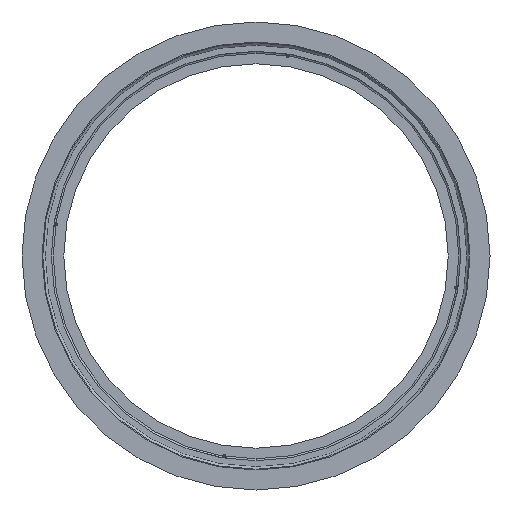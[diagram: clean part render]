
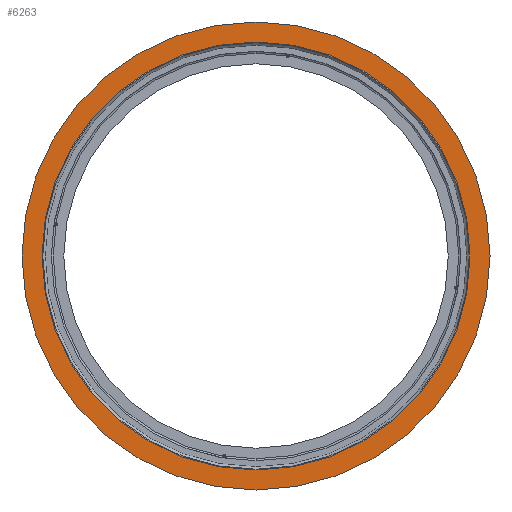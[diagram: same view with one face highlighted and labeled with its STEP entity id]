
A CAD part, front view. The second image highlights one B-rep face of the part: STEP entity #6263.
In plain terms, the highlighted planar face has unit normal (0, -1, 0).
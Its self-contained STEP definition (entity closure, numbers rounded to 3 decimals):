
#97 = EDGE_CURVE ( 'NONE', #1641, #7248, #4294, .T. ) ;
#778 = FACE_OUTER_BOUND ( 'NONE', #7678, .T. ) ;
#888 = DIRECTION ( 'NONE',  ( 0., 0., 1. ) ) ;
#898 = DIRECTION ( 'NONE',  ( 0., 1., 0. ) ) ;
#1049 = CARTESIAN_POINT ( 'NONE',  ( 0., -28., 547.75 ) ) ;
#1114 = CARTESIAN_POINT ( 'NONE',  ( 0., -28., -599. ) ) ;
#1239 = PLANE ( 'NONE',  #3160 ) ;
#1641 = VERTEX_POINT ( 'NONE', #3382 ) ;
#1891 = DIRECTION ( 'NONE',  ( 0., 0., 1. ) ) ;
#2142 = AXIS2_PLACEMENT_3D ( 'NONE', #4337, #6957, #6965 ) ;
#2365 = DIRECTION ( 'NONE',  ( 0., 1., 0. ) ) ;
#2388 = CIRCLE ( 'NONE', #6819, 599. ) ;
#2431 = CARTESIAN_POINT ( 'NONE',  ( 0., -28., 0. ) ) ;
#2524 = EDGE_CURVE ( 'NONE', #7248, #1641, #6930, .T. ) ;
#3160 = AXIS2_PLACEMENT_3D ( 'NONE', #1049, #898, #888 ) ;
#3319 = AXIS2_PLACEMENT_3D ( 'NONE', #6029, #3607, #3577 ) ;
#3382 = CARTESIAN_POINT ( 'NONE',  ( 0., -28., -547.75 ) ) ;
#3402 = CARTESIAN_POINT ( 'NONE',  ( 0., -28., 547.75 ) ) ;
#3577 = DIRECTION ( 'NONE',  ( 0., 0., 1. ) ) ;
#3607 = DIRECTION ( 'NONE',  ( 0., 1., 0. ) ) ;
#3669 = VERTEX_POINT ( 'NONE', #3737 ) ;
#3737 = CARTESIAN_POINT ( 'NONE',  ( 0., -28., 599. ) ) ;
#4294 = CIRCLE ( 'NONE', #2142, 547.75 ) ;
#4337 = CARTESIAN_POINT ( 'NONE',  ( 0., -28., 0. ) ) ;
#4584 = ORIENTED_EDGE ( 'NONE', *, *, #7818, .F. ) ;
#4901 = CIRCLE ( 'NONE', #3319, 599. ) ;
#5248 = ORIENTED_EDGE ( 'NONE', *, *, #6836, .F. ) ;
#5751 = ORIENTED_EDGE ( 'NONE', *, *, #2524, .T. ) ;
#6029 = CARTESIAN_POINT ( 'NONE',  ( 0., -28., 0. ) ) ;
#6263 = ADVANCED_FACE ( 'NONE', ( #778, #7164 ), #1239, .F. ) ;
#6533 = ORIENTED_EDGE ( 'NONE', *, *, #97, .T. ) ;
#6666 = DIRECTION ( 'NONE',  ( 0., 0., 1. ) ) ;
#6689 = DIRECTION ( 'NONE',  ( 0., 1., 0. ) ) ;
#6697 = CARTESIAN_POINT ( 'NONE',  ( 0., -28., 0. ) ) ;
#6819 = AXIS2_PLACEMENT_3D ( 'NONE', #6697, #6689, #6666 ) ;
#6836 = EDGE_CURVE ( 'NONE', #7474, #3669, #2388, .T. ) ;
#6930 = CIRCLE ( 'NONE', #7575, 547.75 ) ;
#6957 = DIRECTION ( 'NONE',  ( 0., 1., 0. ) ) ;
#6965 = DIRECTION ( 'NONE',  ( 0., 0., 1. ) ) ;
#7164 = FACE_BOUND ( 'NONE', #7328, .T. ) ;
#7248 = VERTEX_POINT ( 'NONE', #3402 ) ;
#7328 = EDGE_LOOP ( 'NONE', ( #5751, #6533 ) ) ;
#7474 = VERTEX_POINT ( 'NONE', #1114 ) ;
#7575 = AXIS2_PLACEMENT_3D ( 'NONE', #2431, #2365, #1891 ) ;
#7678 = EDGE_LOOP ( 'NONE', ( #4584, #5248 ) ) ;
#7818 = EDGE_CURVE ( 'NONE', #3669, #7474, #4901, .T. ) ;
